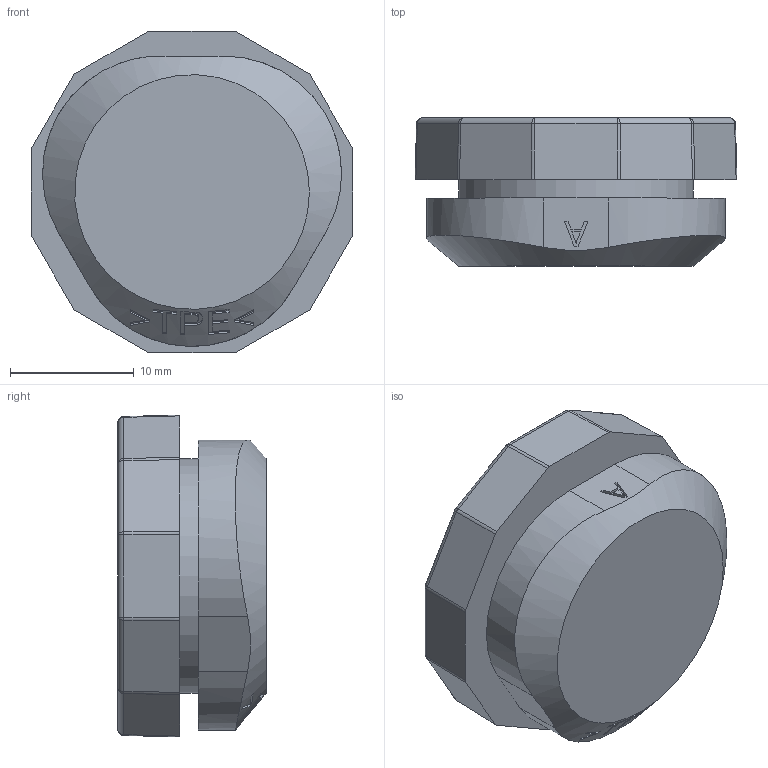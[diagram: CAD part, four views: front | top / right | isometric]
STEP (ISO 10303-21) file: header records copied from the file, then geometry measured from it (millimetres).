
FILE_DESCRIPTION(/* description */ (''),/* implementation_level */ '2;1');
FILE_NAME(/* name */ '28820_6_KES-E-R 20_4-A.stp',/* time_stamp */ '2023-02-21T13:37:21+01:00',/* author */ (''),/* organization */ (''),/* preprocessor_version */ 'ST-DEVELOPER v16.7',/* originating_system */ 'SIEMENS PLM Software NX 12.0',/* authorisation */ '');
FILE_SCHEMA (('AUTOMOTIVE_DESIGN { 1 0 10303 214 3 1 1 1 }'));
Length unit declared in the file: millimetre
Products named in the file (1): KES-E-R 20/4-A
Bounding box: 26.05 x 12 x 26.05 mm (x, y, z)
Volume: 5351.3 mm3; surface area: 2257.6 mm2
Topology: 1 solids, 1 shells, 498 faces, 1361 edges, 897 vertices
Faces by surface type: plane 379, bspline 52, cylinder 28, sphere 16, extrusion 12, cone 7, revolution 4
Full cylindrical faces by diameter (mm): 19 x1
Entity records: 21412 total; most frequent: CARTESIAN_POINT 9577, ORIENTED_EDGE 2668, DIRECTION 1978, EDGE_CURVE 1334, VECTOR 992, LINE 980, VERTEX_POINT 891, EDGE_LOOP 551
